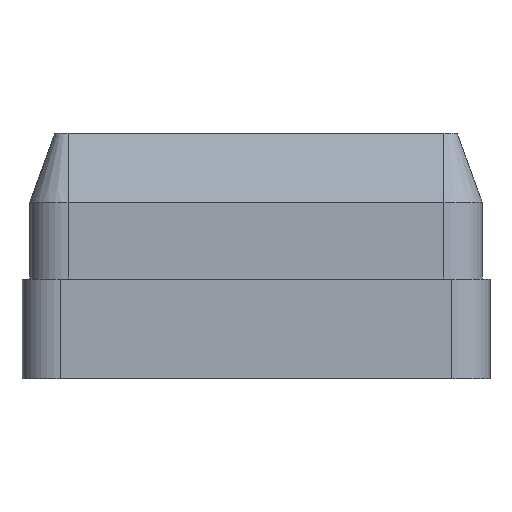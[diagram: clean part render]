
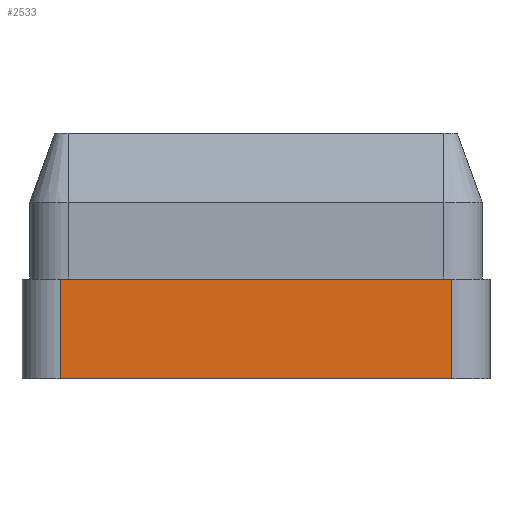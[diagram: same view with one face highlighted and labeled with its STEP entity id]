
A CAD part, front view. The second image highlights one B-rep face of the part: STEP entity #2533.
In plain terms, the highlighted planar face has unit normal (0, -1, 0).
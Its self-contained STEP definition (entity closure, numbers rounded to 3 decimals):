
#16 = CARTESIAN_POINT ( 'NONE',  ( 25.5, -51., 13. ) ) ;
#87 = FACE_OUTER_BOUND ( 'NONE', #2352, .T. ) ;
#198 = CARTESIAN_POINT ( 'NONE',  ( -25.5, -51., 0. ) ) ;
#336 = EDGE_CURVE ( 'NONE', #782, #1099, #994, .T. ) ;
#381 = CARTESIAN_POINT ( 'NONE',  ( 25.5, -51., 0. ) ) ;
#421 = VECTOR ( 'NONE', #1631, 1000. ) ;
#460 = EDGE_CURVE ( 'NONE', #1775, #2214, #784, .T. ) ;
#593 = LINE ( 'NONE', #16, #1156 ) ;
#695 = LINE ( 'NONE', #843, #2303 ) ;
#740 = DIRECTION ( 'NONE',  ( 1., 0., 0. ) ) ;
#782 = VERTEX_POINT ( 'NONE', #198 ) ;
#784 = LINE ( 'NONE', #1952, #2327 ) ;
#842 = ORIENTED_EDGE ( 'NONE', *, *, #336, .T. ) ;
#843 = CARTESIAN_POINT ( 'NONE',  ( -25.5, -51., 13. ) ) ;
#977 = CARTESIAN_POINT ( 'NONE',  ( -30.5, -51., 13. ) ) ;
#994 = LINE ( 'NONE', #1770, #421 ) ;
#1099 = VERTEX_POINT ( 'NONE', #381 ) ;
#1156 = VECTOR ( 'NONE', #1269, 1000. ) ;
#1174 = AXIS2_PLACEMENT_3D ( 'NONE', #977, #1965, #1379 ) ;
#1269 = DIRECTION ( 'NONE',  ( 0., 0., 1. ) ) ;
#1379 = DIRECTION ( 'NONE',  ( 0., 0., 1. ) ) ;
#1483 = EDGE_CURVE ( 'NONE', #1099, #2214, #593, .T. ) ;
#1603 = ORIENTED_EDGE ( 'NONE', *, *, #460, .F. ) ;
#1631 = DIRECTION ( 'NONE',  ( 1., 0., 0. ) ) ;
#1770 = CARTESIAN_POINT ( 'NONE',  ( -30.5, -51., 0. ) ) ;
#1775 = VERTEX_POINT ( 'NONE', #1944 ) ;
#1944 = CARTESIAN_POINT ( 'NONE',  ( -25.5, -51., 13. ) ) ;
#1952 = CARTESIAN_POINT ( 'NONE',  ( -30.5, -51., 13. ) ) ;
#1965 = DIRECTION ( 'NONE',  ( 0., 1., 0. ) ) ;
#2090 = EDGE_CURVE ( 'NONE', #1775, #782, #695, .T. ) ;
#2214 = VERTEX_POINT ( 'NONE', #2620 ) ;
#2232 = ORIENTED_EDGE ( 'NONE', *, *, #1483, .T. ) ;
#2252 = ORIENTED_EDGE ( 'NONE', *, *, #2090, .T. ) ;
#2303 = VECTOR ( 'NONE', #2446, 1000. ) ;
#2327 = VECTOR ( 'NONE', #740, 1000. ) ;
#2352 = EDGE_LOOP ( 'NONE', ( #2232, #1603, #2252, #842 ) ) ;
#2446 = DIRECTION ( 'NONE',  ( 0., 0., -1. ) ) ;
#2533 = ADVANCED_FACE ( 'NONE', ( #87 ), #2563, .F. ) ;
#2563 = PLANE ( 'NONE',  #1174 ) ;
#2620 = CARTESIAN_POINT ( 'NONE',  ( 25.5, -51., 13. ) ) ;
